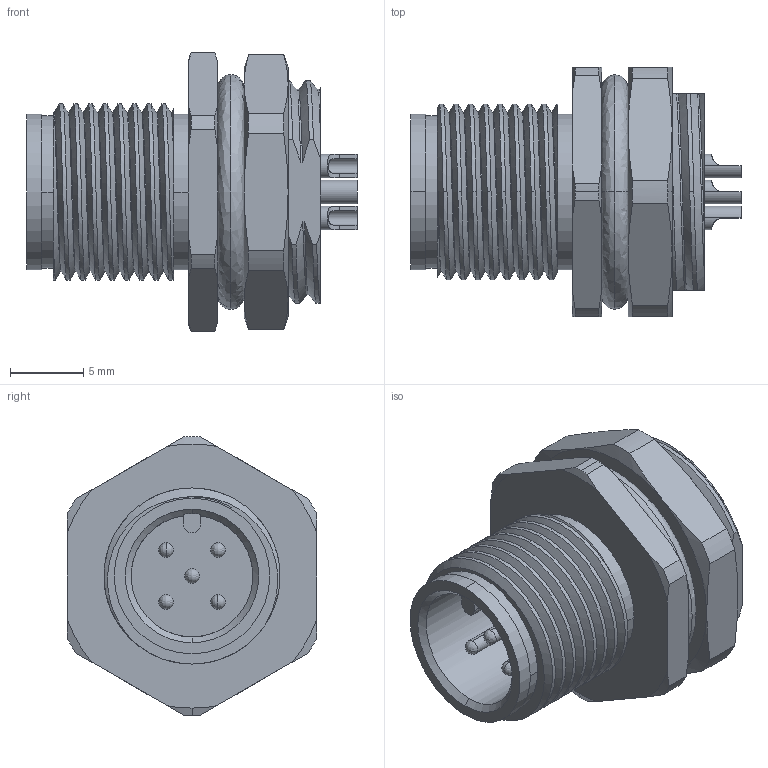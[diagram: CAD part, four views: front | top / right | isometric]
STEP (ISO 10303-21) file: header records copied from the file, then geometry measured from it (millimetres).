
FILE_DESCRIPTION (( 'STEP AP203' ), '1' );
FILE_NAME ('P188.STEP', '2020-03-31T06:09:02', ( 'edpusr' ), ( 'Microsoft' ), 'SwSTEP 2.0', 'SolidWorks 2015', '' );
FILE_SCHEMA (( 'CONFIG_CONTROL_DESIGN' ));
Length unit declared in the file: millimetre
Products named in the file (1): P188
Bounding box: 22.5 x 17 x 19 mm (x, y, z)
Volume: 2583.8 mm3; surface area: 2369.2 mm2
Topology: 1 solids, 1 shells, 192 faces, 493 edges, 307 vertices
Faces by surface type: cylinder 84, plane 50, bspline 29, cone 29
Entity records: 9204 total; most frequent: CARTESIAN_POINT 4913, ORIENTED_EDGE 958, DIRECTION 794, EDGE_CURVE 479, AXIS2_PLACEMENT_3D 310, VERTEX_POINT 307, EDGE_LOOP 210, FACE_OUTER_BOUND 192
